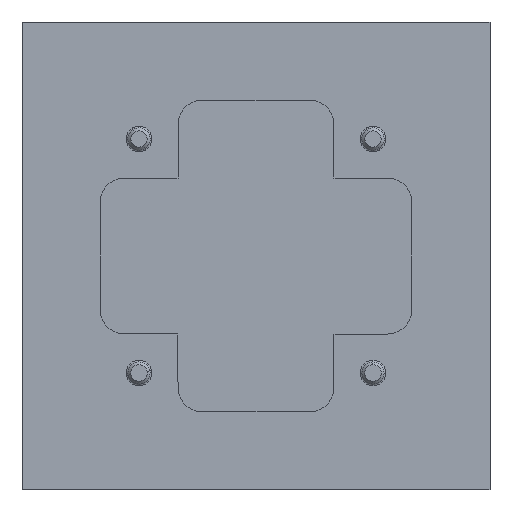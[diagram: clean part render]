
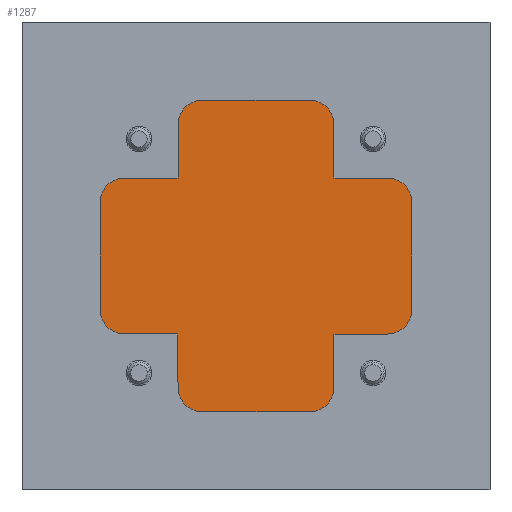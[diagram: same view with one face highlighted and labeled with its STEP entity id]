
A CAD part, front view. The second image highlights one B-rep face of the part: STEP entity #1287.
In plain terms, the highlighted planar face has unit normal (0, -1, 0).
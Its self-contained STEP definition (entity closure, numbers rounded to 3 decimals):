
#20 = DIRECTION ( 'NONE',  ( 0., -1., 0. ) ) ;
#26 = CIRCLE ( 'NONE', #437, 1.632 ) ;
#75 = ORIENTED_EDGE ( 'NONE', *, *, #328, .T. ) ;
#81 = ORIENTED_EDGE ( 'NONE', *, *, #2274, .F. ) ;
#103 = CARTESIAN_POINT ( 'NONE',  ( -15., 10., -15. ) ) ;
#118 = EDGE_LOOP ( 'NONE', ( #2031, #982 ) ) ;
#159 = EDGE_LOOP ( 'NONE', ( #1723, #2536, #1183, #75 ) ) ;
#239 = DIRECTION ( 'NONE',  ( 0., -1., 0. ) ) ;
#251 = CARTESIAN_POINT ( 'NONE',  ( -15., 10., 15. ) ) ;
#252 = DIRECTION ( 'NONE',  ( 0., 0., -1. ) ) ;
#259 = LINE ( 'NONE', #892, #2002 ) ;
#263 = DIRECTION ( 'NONE',  ( 0., 0., -1. ) ) ;
#273 = VERTEX_POINT ( 'NONE', #1932 ) ;
#274 = AXIS2_PLACEMENT_3D ( 'NONE', #776, #2007, #2648 ) ;
#275 = CARTESIAN_POINT ( 'NONE',  ( -25., 10., -25. ) ) ;
#328 = EDGE_CURVE ( 'NONE', #2574, #732, #2201, .T. ) ;
#430 = CARTESIAN_POINT ( 'NONE',  ( -25., 10., 25. ) ) ;
#432 = EDGE_LOOP ( 'NONE', ( #1177, #1117 ) ) ;
#437 = AXIS2_PLACEMENT_3D ( 'NONE', #1273, #20, #1479 ) ;
#493 = DIRECTION ( 'NONE',  ( -1., 0., 0. ) ) ;
#499 = CARTESIAN_POINT ( 'NONE',  ( 15., 10., -15. ) ) ;
#527 = CARTESIAN_POINT ( 'NONE',  ( -15., 10., -13.368 ) ) ;
#528 = AXIS2_PLACEMENT_3D ( 'NONE', #2075, #823, #1657 ) ;
#559 = DIRECTION ( 'NONE',  ( 0., 0., 1. ) ) ;
#583 = FACE_BOUND ( 'NONE', #118, .T. ) ;
#596 = VERTEX_POINT ( 'NONE', #1582 ) ;
#607 = AXIS2_PLACEMENT_3D ( 'NONE', #499, #1090, #2163 ) ;
#616 = EDGE_CURVE ( 'NONE', #821, #2132, #753, .T. ) ;
#683 = VECTOR ( 'NONE', #263, 1000. ) ;
#717 = AXIS2_PLACEMENT_3D ( 'NONE', #251, #1049, #2310 ) ;
#724 = VECTOR ( 'NONE', #1076, 1000. ) ;
#732 = VERTEX_POINT ( 'NONE', #2698 ) ;
#753 = CIRCLE ( 'NONE', #274, 1.632 ) ;
#759 = VERTEX_POINT ( 'NONE', #1901 ) ;
#776 = CARTESIAN_POINT ( 'NONE',  ( 15., 10., -15. ) ) ;
#821 = VERTEX_POINT ( 'NONE', #2044 ) ;
#823 = DIRECTION ( 'NONE',  ( 0., -1., 0. ) ) ;
#855 = VERTEX_POINT ( 'NONE', #1015 ) ;
#892 = CARTESIAN_POINT ( 'NONE',  ( -25., 10., 25. ) ) ;
#952 = EDGE_CURVE ( 'NONE', #273, #2030, #259, .T. ) ;
#982 = ORIENTED_EDGE ( 'NONE', *, *, #1470, .F. ) ;
#989 = EDGE_CURVE ( 'NONE', #1161, #1400, #1354, .T. ) ;
#996 = PLANE ( 'NONE',  #1771 ) ;
#1015 = CARTESIAN_POINT ( 'NONE',  ( -15., 10., 16.632 ) ) ;
#1039 = LINE ( 'NONE', #1071, #683 ) ;
#1041 = CARTESIAN_POINT ( 'NONE',  ( 15., 10., 15. ) ) ;
#1049 = DIRECTION ( 'NONE',  ( 0., -1., 0. ) ) ;
#1071 = CARTESIAN_POINT ( 'NONE',  ( -25., 10., 25. ) ) ;
#1076 = DIRECTION ( 'NONE',  ( 1., 0., 0. ) ) ;
#1090 = DIRECTION ( 'NONE',  ( 0., -1., 0. ) ) ;
#1106 = CIRCLE ( 'NONE', #528, 1.632 ) ;
#1117 = ORIENTED_EDGE ( 'NONE', *, *, #2053, .F. ) ;
#1146 = FACE_BOUND ( 'NONE', #1159, .T. ) ;
#1159 = EDGE_LOOP ( 'NONE', ( #2663, #81 ) ) ;
#1161 = VERTEX_POINT ( 'NONE', #527 ) ;
#1177 = ORIENTED_EDGE ( 'NONE', *, *, #2033, .F. ) ;
#1183 = ORIENTED_EDGE ( 'NONE', *, *, #2165, .T. ) ;
#1206 = VECTOR ( 'NONE', #559, 1000. ) ;
#1263 = CARTESIAN_POINT ( 'NONE',  ( -15., 10., -15. ) ) ;
#1264 = CIRCLE ( 'NONE', #1738, 1.632 ) ;
#1265 = EDGE_CURVE ( 'NONE', #732, #273, #2421, .T. ) ;
#1273 = CARTESIAN_POINT ( 'NONE',  ( 15., 10., 15. ) ) ;
#1287 = ADVANCED_FACE ( 'NONE', ( #1146, #2557, #583, #1426, #2118 ), #996, .T. ) ;
#1337 = VERTEX_POINT ( 'NONE', #2705 ) ;
#1354 = CIRCLE ( 'NONE', #1423, 1.632 ) ;
#1390 = DIRECTION ( 'NONE',  ( 0., 0., -1. ) ) ;
#1399 = CARTESIAN_POINT ( 'NONE',  ( 0., 10., 0. ) ) ;
#1400 = VERTEX_POINT ( 'NONE', #1435 ) ;
#1410 = DIRECTION ( 'NONE',  ( 0., -1., 0. ) ) ;
#1423 = AXIS2_PLACEMENT_3D ( 'NONE', #103, #1761, #2419 ) ;
#1426 = FACE_BOUND ( 'NONE', #2326, .T. ) ;
#1435 = CARTESIAN_POINT ( 'NONE',  ( -15., 10., -16.632 ) ) ;
#1470 = EDGE_CURVE ( 'NONE', #596, #855, #1952, .T. ) ;
#1479 = DIRECTION ( 'NONE',  ( 0., 0., -1. ) ) ;
#1548 = EDGE_CURVE ( 'NONE', #1400, #1161, #1264, .T. ) ;
#1582 = CARTESIAN_POINT ( 'NONE',  ( -15., 10., 13.368 ) ) ;
#1657 = DIRECTION ( 'NONE',  ( 0., 0., -1. ) ) ;
#1710 = CIRCLE ( 'NONE', #607, 1.632 ) ;
#1723 = ORIENTED_EDGE ( 'NONE', *, *, #1265, .T. ) ;
#1738 = AXIS2_PLACEMENT_3D ( 'NONE', #1263, #239, #2318 ) ;
#1760 = ORIENTED_EDGE ( 'NONE', *, *, #1548, .F. ) ;
#1761 = DIRECTION ( 'NONE',  ( 0., -1., 0. ) ) ;
#1771 = AXIS2_PLACEMENT_3D ( 'NONE', #1399, #1410, #1390 ) ;
#1800 = CARTESIAN_POINT ( 'NONE',  ( 25., 10., 25. ) ) ;
#1815 = CARTESIAN_POINT ( 'NONE',  ( -25., 10., -25. ) ) ;
#1868 = CARTESIAN_POINT ( 'NONE',  ( 15., 10., -16.632 ) ) ;
#1901 = CARTESIAN_POINT ( 'NONE',  ( 15., 10., 13.368 ) ) ;
#1932 = CARTESIAN_POINT ( 'NONE',  ( 25., 10., 25. ) ) ;
#1952 = CIRCLE ( 'NONE', #717, 1.632 ) ;
#2002 = VECTOR ( 'NONE', #493, 1000. ) ;
#2007 = DIRECTION ( 'NONE',  ( 0., -1., 0. ) ) ;
#2030 = VERTEX_POINT ( 'NONE', #430 ) ;
#2031 = ORIENTED_EDGE ( 'NONE', *, *, #2083, .F. ) ;
#2033 = EDGE_CURVE ( 'NONE', #1337, #759, #26, .T. ) ;
#2044 = CARTESIAN_POINT ( 'NONE',  ( 15., 10., -13.368 ) ) ;
#2053 = EDGE_CURVE ( 'NONE', #759, #1337, #2420, .T. ) ;
#2075 = CARTESIAN_POINT ( 'NONE',  ( -15., 10., 15. ) ) ;
#2083 = EDGE_CURVE ( 'NONE', #855, #596, #1106, .T. ) ;
#2096 = DIRECTION ( 'NONE',  ( 0., -1., 0. ) ) ;
#2118 = FACE_OUTER_BOUND ( 'NONE', #159, .T. ) ;
#2132 = VERTEX_POINT ( 'NONE', #1868 ) ;
#2163 = DIRECTION ( 'NONE',  ( 0., 0., -1. ) ) ;
#2165 = EDGE_CURVE ( 'NONE', #2030, #2574, #1039, .T. ) ;
#2201 = LINE ( 'NONE', #275, #724 ) ;
#2274 = EDGE_CURVE ( 'NONE', #2132, #821, #1710, .T. ) ;
#2310 = DIRECTION ( 'NONE',  ( 0., 0., -1. ) ) ;
#2318 = DIRECTION ( 'NONE',  ( 0., 0., -1. ) ) ;
#2326 = EDGE_LOOP ( 'NONE', ( #2701, #1760 ) ) ;
#2419 = DIRECTION ( 'NONE',  ( 0., 0., -1. ) ) ;
#2420 = CIRCLE ( 'NONE', #2689, 1.632 ) ;
#2421 = LINE ( 'NONE', #1800, #1206 ) ;
#2536 = ORIENTED_EDGE ( 'NONE', *, *, #952, .T. ) ;
#2557 = FACE_BOUND ( 'NONE', #432, .T. ) ;
#2574 = VERTEX_POINT ( 'NONE', #1815 ) ;
#2648 = DIRECTION ( 'NONE',  ( 0., 0., -1. ) ) ;
#2663 = ORIENTED_EDGE ( 'NONE', *, *, #616, .F. ) ;
#2689 = AXIS2_PLACEMENT_3D ( 'NONE', #1041, #2096, #252 ) ;
#2698 = CARTESIAN_POINT ( 'NONE',  ( 25., 10., -25. ) ) ;
#2701 = ORIENTED_EDGE ( 'NONE', *, *, #989, .F. ) ;
#2705 = CARTESIAN_POINT ( 'NONE',  ( 15., 10., 16.632 ) ) ;
